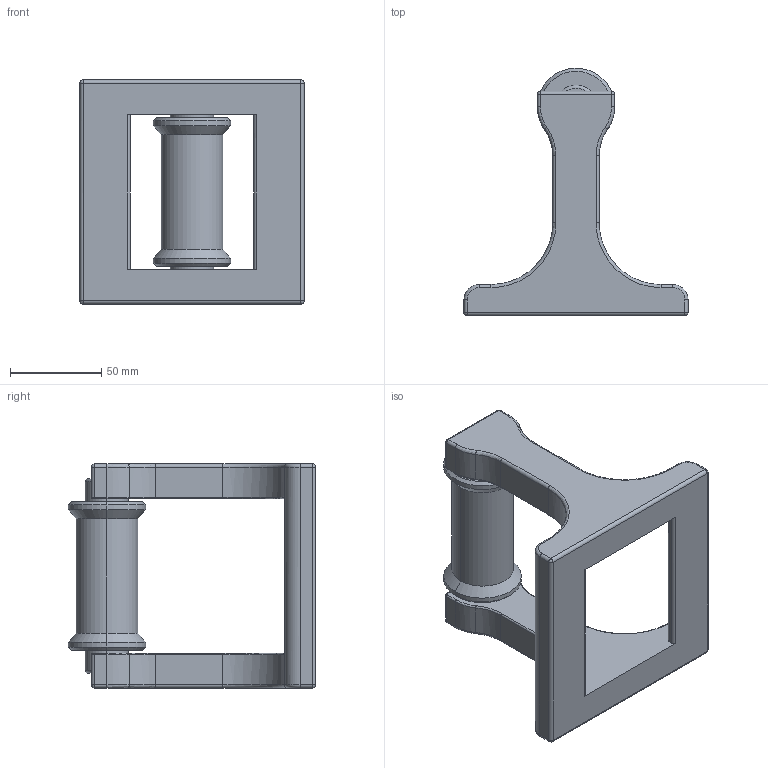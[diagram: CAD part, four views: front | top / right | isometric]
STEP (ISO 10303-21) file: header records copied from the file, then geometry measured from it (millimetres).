
FILE_DESCRIPTION(('FreeCAD Model'),'2;1');
FILE_NAME('Open CASCADE Shape Model','2025-05-03T11:01:20',('FreeCAD'),( 'FreeCAD'),'Open CASCADE STEP processor 7.6','FreeCAD','Unknown');
FILE_SCHEMA(('AUTOMOTIVE_DESIGN { 1 0 10303 214 1 1 1 1 }'));
Length unit declared in the file: millimetre
Products named in the file (1): Open CASCADE STEP translator 7.6 1
Bounding box: 123.09 x 135.81 x 123.09 mm (x, y, z)
Volume: 356209.6 mm3; surface area: 65567.1 mm2
Topology: 2 solids, 2 shells, 185 faces, 428 edges, 240 vertices
Faces by surface type: bspline 185
Entity records: 5074 total; most frequent: CARTESIAN_POINT 2773, ORIENTED_EDGE 840, EDGE_CURVE 420, VERTEX_POINT 240, FACE_BOUND 188, EDGE_LOOP 188, B_SPLINE_CURVE_WITH_KNOTS 188, ADVANCED_FACE 185
